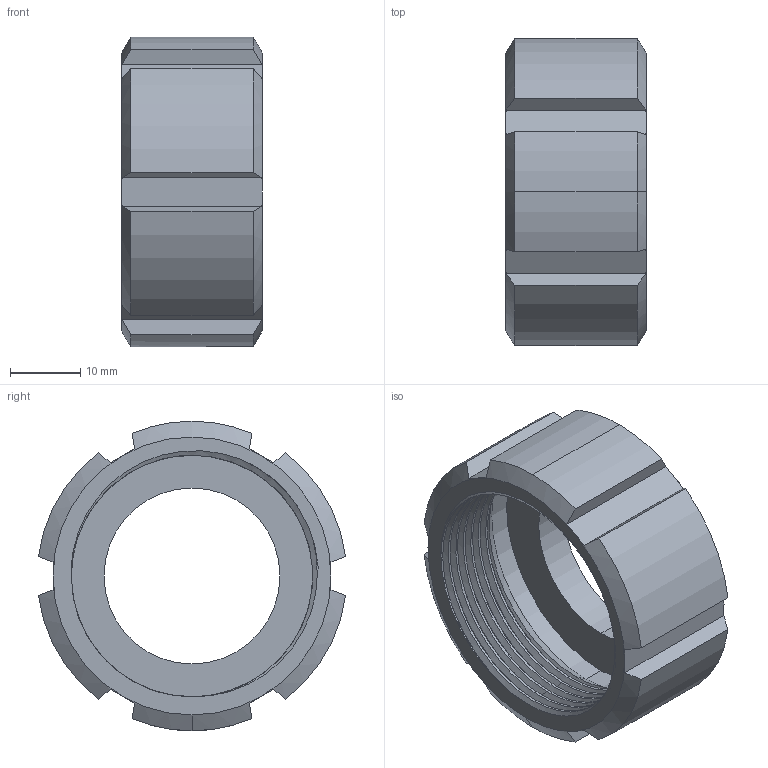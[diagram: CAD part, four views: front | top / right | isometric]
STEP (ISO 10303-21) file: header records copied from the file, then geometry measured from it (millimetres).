
FILE_DESCRIPTION (( 'STEP AP203' ), '1' );
FILE_NAME ('3D-M2003P_DN15_174052015.STEP', '2024-09-11T17:35:42', ( '' ), ( '' ), 'SwSTEP 2.0', 'SolidWorks 2024', '' );
FILE_SCHEMA (( 'CONFIG_CONTROL_DESIGN' ));
Length unit declared in the file: millimetre
Products named in the file (1): 3D-M2003P_DN15_174052015
Bounding box: 20 x 43.65 x 44 mm (x, y, z)
Volume: 11266.1 mm3; surface area: 7792.1 mm2
Topology: 1 solids, 1 shells, 66 faces, 172 edges, 109 vertices
Faces by surface type: cylinder 25, plane 22, cone 16, bspline 3
Entity records: 5260 total; most frequent: CARTESIAN_POINT 3728, ORIENTED_EDGE 344, DIRECTION 255, EDGE_CURVE 172, VERTEX_POINT 109, AXIS2_PLACEMENT_3D 104, EDGE_LOOP 69, FACE_OUTER_BOUND 66
